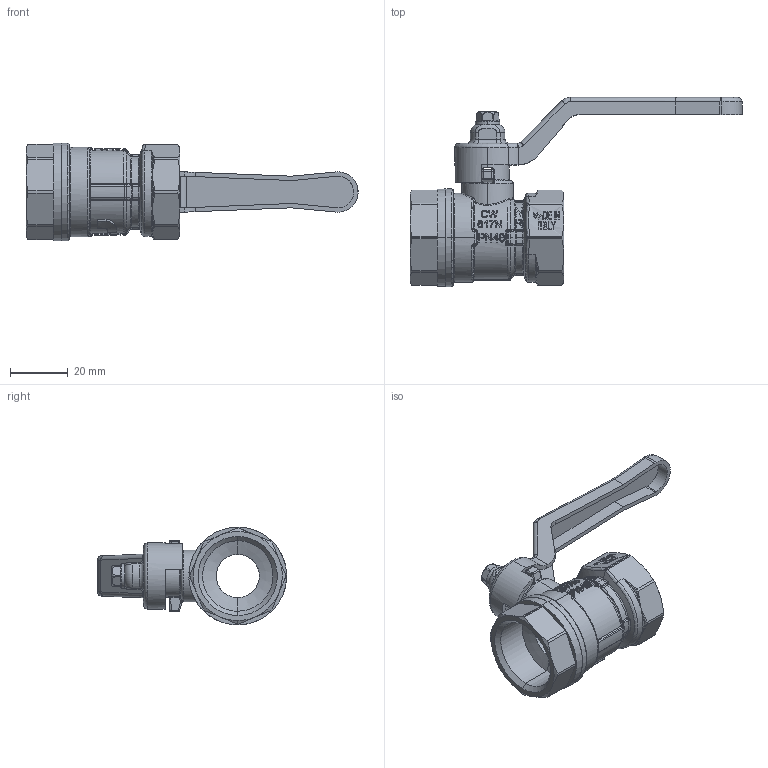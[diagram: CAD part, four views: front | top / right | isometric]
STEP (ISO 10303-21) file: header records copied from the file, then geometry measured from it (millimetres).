
FILE_DESCRIPTION (( 'STEP AP214' ), '1' );
FILE_NAME ('IT-ORIENT11105_R.STEP', '2018-09-21T14:05:38', ( '' ), ( '' ), 'SwSTEP 2.0', 'SolidWorks 2018', '' );
FILE_SCHEMA (( 'AUTOMOTIVE_DESIGN' ));
Products named in the file (1): IT-ORIENT11105_R
Bounding box: 115.49 x 65.77 x 34 mm (x, y, z)
Surface area: 16635.2 mm2 (no closed solid volume)
Topology: 0 solids, 5 shells, 1132 faces, 2934 edges, 1806 vertices
Faces by surface type: plane 419, bspline 304, cylinder 211, torus 96, cone 57, sphere 45
Entity records: 52339 total; most frequent: CARTESIAN_POINT 32239, ORIENTED_EDGE 5608, EDGE_CURVE 2902, B_SPLINE_CURVE_WITH_KNOTS 2775, VERTEX_POINT 1805, DIRECTION 1658, EDGE_LOOP 1199, ADVANCED_FACE 1132
